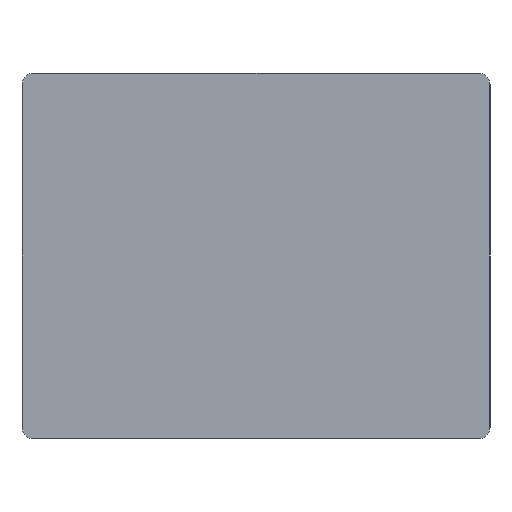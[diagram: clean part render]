
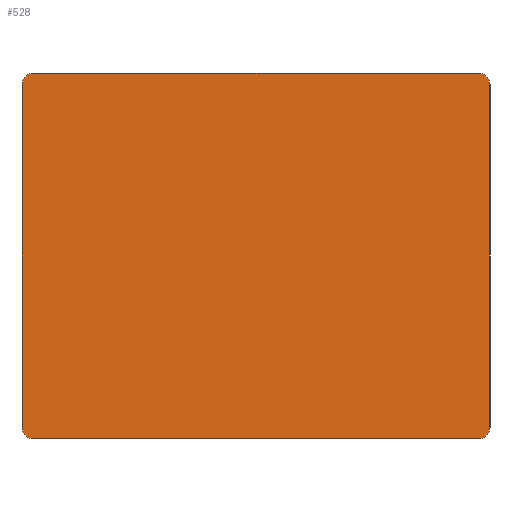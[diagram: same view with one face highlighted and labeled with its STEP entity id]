
A CAD part, left-side view. The second image highlights one B-rep face of the part: STEP entity #528.
In plain terms, the highlighted planar face has unit normal (-1, 0, 0).
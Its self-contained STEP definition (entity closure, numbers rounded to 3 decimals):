
#24=PLANE('',#591);
#45=FACE_OUTER_BOUND('',#75,.T.);
#75=EDGE_LOOP('',(#410,#411,#412,#413,#414,#415,#416,#417));
#124=LINE('',#876,#172);
#125=LINE('',#880,#173);
#126=LINE('',#884,#174);
#127=LINE('',#887,#175);
#172=VECTOR('',#715,10.);
#173=VECTOR('',#718,1.);
#174=VECTOR('',#721,1.);
#175=VECTOR('',#724,1.);
#206=CIRCLE('',#590,0.04);
#207=CIRCLE('',#592,0.04);
#208=CIRCLE('',#593,0.04);
#209=CIRCLE('',#594,0.04);
#250=VERTEX_POINT('',#869);
#251=VERTEX_POINT('',#871);
#252=VERTEX_POINT('',#875);
#253=VERTEX_POINT('',#877);
#254=VERTEX_POINT('',#879);
#255=VERTEX_POINT('',#881);
#256=VERTEX_POINT('',#883);
#257=VERTEX_POINT('',#885);
#311=EDGE_CURVE('',#250,#251,#206,.T.);
#313=EDGE_CURVE('',#250,#252,#124,.F.);
#314=EDGE_CURVE('',#253,#252,#207,.T.);
#315=EDGE_CURVE('',#253,#254,#125,.T.);
#316=EDGE_CURVE('',#255,#254,#208,.T.);
#317=EDGE_CURVE('',#256,#255,#126,.T.);
#318=EDGE_CURVE('',#256,#257,#209,.T.);
#319=EDGE_CURVE('',#251,#257,#127,.T.);
#410=ORIENTED_EDGE('',*,*,#311,.F.);
#411=ORIENTED_EDGE('',*,*,#313,.T.);
#412=ORIENTED_EDGE('',*,*,#314,.F.);
#413=ORIENTED_EDGE('',*,*,#315,.T.);
#414=ORIENTED_EDGE('',*,*,#316,.F.);
#415=ORIENTED_EDGE('',*,*,#317,.F.);
#416=ORIENTED_EDGE('',*,*,#318,.T.);
#417=ORIENTED_EDGE('',*,*,#319,.F.);
#528=ADVANCED_FACE('',(#45),#24,.F.);
#590=AXIS2_PLACEMENT_3D('',#872,#710,#711);
#591=AXIS2_PLACEMENT_3D('',#874,#713,#714);
#592=AXIS2_PLACEMENT_3D('',#878,#716,#717);
#593=AXIS2_PLACEMENT_3D('',#882,#719,#720);
#594=AXIS2_PLACEMENT_3D('',#886,#722,#723);
#710=DIRECTION('center_axis',(1.,0.,0.));
#711=DIRECTION('ref_axis',(0.,-0.707,-0.707));
#713=DIRECTION('center_axis',(1.,0.,0.));
#714=DIRECTION('ref_axis',(0.,0.,1.));
#715=DIRECTION('',(0.,0.,-1.));
#716=DIRECTION('center_axis',(1.,0.,0.));
#717=DIRECTION('ref_axis',(0.,-0.707,0.707));
#718=DIRECTION('',(0.,1.,0.));
#719=DIRECTION('center_axis',(1.,0.,0.));
#720=DIRECTION('ref_axis',(0.,0.,1.));
#721=DIRECTION('',(0.,0.,1.));
#722=DIRECTION('center_axis',(-1.,0.,0.));
#723=DIRECTION('ref_axis',(0.,0.,1.));
#724=DIRECTION('',(0.,1.,0.));
#869=CARTESIAN_POINT('',(-1.,-0.975,0.04));
#871=CARTESIAN_POINT('',(-1.,-0.935,0.));
#872=CARTESIAN_POINT('Origin',(-1.,-0.935,0.04));
#874=CARTESIAN_POINT('Origin',(-1.,-0.625,0.));
#875=CARTESIAN_POINT('',(-1.,-0.975,1.21));
#876=CARTESIAN_POINT('',(-1.,-0.975,0.));
#877=CARTESIAN_POINT('',(-1.,-0.935,1.25));
#878=CARTESIAN_POINT('Origin',(-1.,-0.935,1.21));
#879=CARTESIAN_POINT('',(-1.,0.585,1.25));
#880=CARTESIAN_POINT('',(-1.,-0.625,1.25));
#881=CARTESIAN_POINT('',(-1.,0.625,1.21));
#882=CARTESIAN_POINT('Origin',(-1.,0.585,1.21));
#883=CARTESIAN_POINT('',(-1.,0.625,0.04));
#884=CARTESIAN_POINT('',(-1.,0.625,0.));
#885=CARTESIAN_POINT('',(-1.,0.585,0.));
#886=CARTESIAN_POINT('Origin',(-1.,0.585,0.04));
#887=CARTESIAN_POINT('',(-1.,-0.625,0.));
